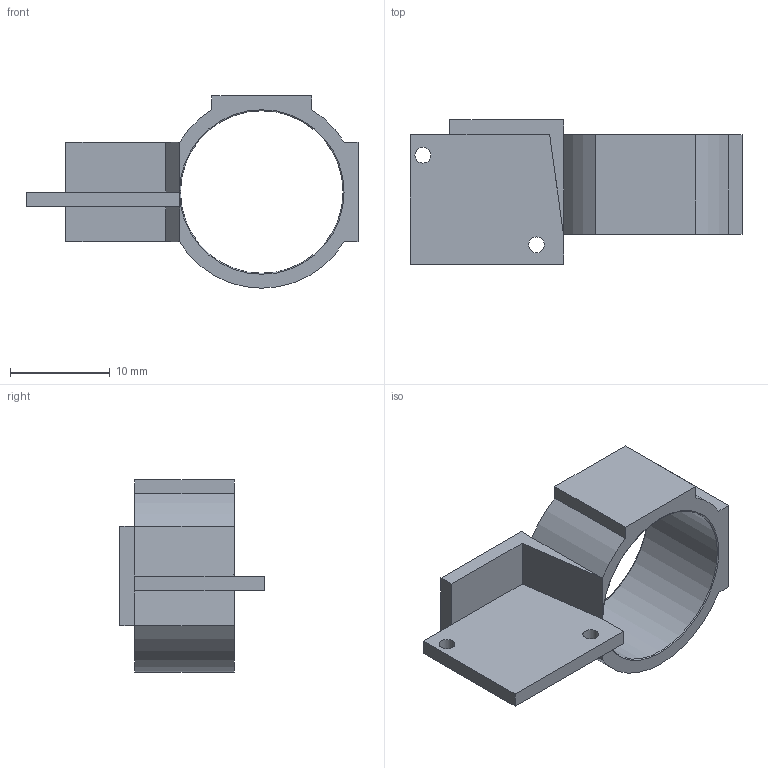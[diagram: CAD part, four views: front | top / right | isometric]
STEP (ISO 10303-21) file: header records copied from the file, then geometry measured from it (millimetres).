
FILE_DESCRIPTION(/* description */ (''),/* implementation_level */ '2;1');
FILE_NAME(/* name */ 'ring.stp',/* time_stamp */ '2023-03-07T21:11:10+08:00',/* author */ ('DennisLin'),/* organization */ (''),/* preprocessor_version */ 'ST-DEVELOPER v18.1',/* originating_system */ 'Autodesk Inventor 2022',/* authorisation */ '');
FILE_SCHEMA (('AUTOMOTIVE_DESIGN { 1 0 10303 214 3 1 1 }'));
Length unit declared in the file: millimetre
Products named in the file (1): ring
Bounding box: 33.3 x 14.5 x 19.3 mm (x, y, z)
Volume: 1358.7 mm3; surface area: 2030.4 mm2
Topology: 1 solids, 1 shells, 32 faces, 82 edges, 52 vertices
Faces by surface type: plane 23, cylinder 7, torus 2
Full cylindrical faces by diameter (mm): 1.6 x2, 16.3 x1
Entity records: 1015 total; most frequent: DIRECTION 168, CARTESIAN_POINT 167, ORIENTED_EDGE 164, EDGE_CURVE 82, LINE 62, VECTOR 62, AXIS2_PLACEMENT_3D 53, VERTEX_POINT 52
